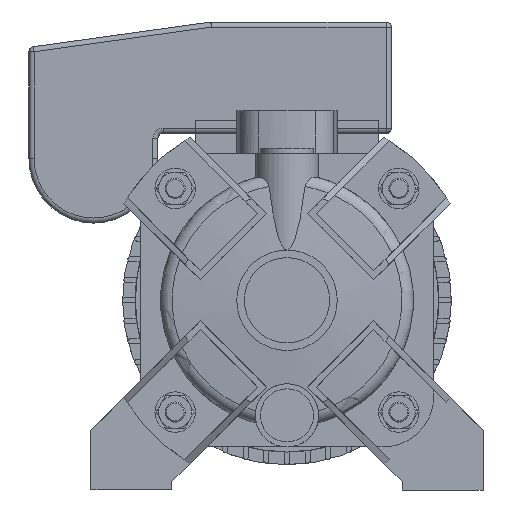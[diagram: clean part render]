
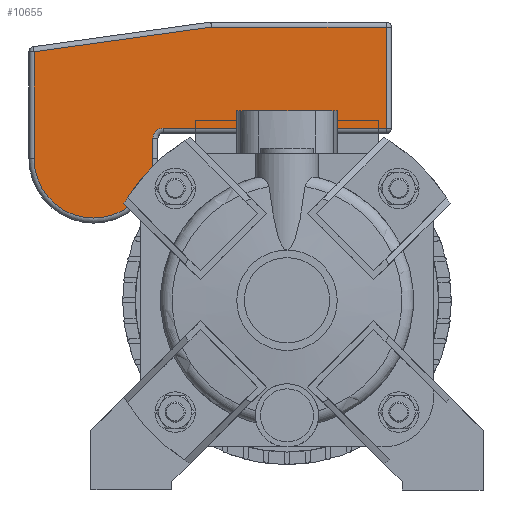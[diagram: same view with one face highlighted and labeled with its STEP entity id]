
A CAD part, left-side view. The second image highlights one B-rep face of the part: STEP entity #10655.
In plain terms, the highlighted planar face has unit normal (-1, 0, 0).
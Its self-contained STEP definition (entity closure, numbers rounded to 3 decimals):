
#1189=LINE('',#19314,#1968);
#1191=LINE('',#19323,#1970);
#1193=LINE('',#19361,#1972);
#1199=LINE('',#19377,#1978);
#1205=LINE('',#19386,#1984);
#1211=LINE('',#19395,#1990);
#1968=VECTOR('',#14533,10.);
#1970=VECTOR('',#14545,10.);
#1972=VECTOR('',#14589,10.);
#1978=VECTOR('',#14609,10.);
#1984=VECTOR('',#14621,10.);
#1990=VECTOR('',#14633,10.);
#2325=PLANE('',#11779);
#3059=FACE_OUTER_BOUND('',#3787,.T.);
#3787=EDGE_LOOP('',(#9754,#9755,#9756,#9757,#9758,#9759,#9760,#9761));
#4333=CIRCLE('',#11716,4.);
#4340=CIRCLE('',#11727,23.5);
#5334=VERTEX_POINT('',#19292);
#5336=VERTEX_POINT('',#19296);
#5339=VERTEX_POINT('',#19306);
#5340=VERTEX_POINT('',#19310);
#5342=VERTEX_POINT('',#19316);
#5348=VERTEX_POINT('',#19333);
#5354=VERTEX_POINT('',#19347);
#5357=VERTEX_POINT('',#19354);
#6795=EDGE_CURVE('',#5336,#5334,#4333,.T.);
#6803=EDGE_CURVE('',#5334,#5340,#1189,.T.);
#6806=EDGE_CURVE('',#5340,#5342,#4340,.T.);
#6808=EDGE_CURVE('',#5342,#5339,#1191,.T.);
#6825=EDGE_CURVE('',#5357,#5336,#1193,.T.);
#6834=EDGE_CURVE('',#5354,#5357,#1199,.T.);
#6840=EDGE_CURVE('',#5348,#5354,#1205,.T.);
#6846=EDGE_CURVE('',#5339,#5348,#1211,.T.);
#9754=ORIENTED_EDGE('',*,*,#6795,.F.);
#9755=ORIENTED_EDGE('',*,*,#6825,.F.);
#9756=ORIENTED_EDGE('',*,*,#6834,.F.);
#9757=ORIENTED_EDGE('',*,*,#6840,.F.);
#9758=ORIENTED_EDGE('',*,*,#6846,.F.);
#9759=ORIENTED_EDGE('',*,*,#6808,.F.);
#9760=ORIENTED_EDGE('',*,*,#6806,.F.);
#9761=ORIENTED_EDGE('',*,*,#6803,.F.);
#10655=ADVANCED_FACE('',(#3059),#2325,.F.);
#11716=AXIS2_PLACEMENT_3D('',#19298,#14514,#14515);
#11727=AXIS2_PLACEMENT_3D('',#19320,#14540,#14541);
#11779=AXIS2_PLACEMENT_3D('',#19429,#14676,#14677);
#14514=DIRECTION('center_axis',(-1.,0.,0.));
#14515=DIRECTION('ref_axis',(0.,0.707,0.707));
#14533=DIRECTION('',(0.,0.,-1.));
#14540=DIRECTION('center_axis',(1.,0.,0.));
#14541=DIRECTION('ref_axis',(0.,0.,-1.));
#14545=DIRECTION('',(0.,0.,1.));
#14589=DIRECTION('',(0.,1.,0.));
#14609=DIRECTION('',(0.,0.,-1.));
#14621=DIRECTION('',(0.,-1.,0.));
#14633=DIRECTION('',(0.,-0.99,0.138));
#14676=DIRECTION('center_axis',(1.,0.,0.));
#14677=DIRECTION('ref_axis',(0.,0.,-1.));
#19292=CARTESIAN_POINT('',(52.75,53.,139.));
#19296=CARTESIAN_POINT('',(52.75,49.,143.));
#19298=CARTESIAN_POINT('Origin',(52.75,49.,139.));
#19306=CARTESIAN_POINT('',(52.75,100.,173.259));
#19310=CARTESIAN_POINT('',(52.75,53.,131.));
#19314=CARTESIAN_POINT('',(52.75,53.,126.528));
#19316=CARTESIAN_POINT('',(52.75,100.,131.));
#19320=CARTESIAN_POINT('Origin',(52.75,76.5,131.));
#19323=CARTESIAN_POINT('',(52.75,100.,148.528));
#19333=CARTESIAN_POINT('',(52.75,29.862,183.));
#19347=CARTESIAN_POINT('',(52.75,-39.25,183.));
#19354=CARTESIAN_POINT('',(52.75,-39.25,143.));
#19361=CARTESIAN_POINT('',(52.75,63.75,143.));
#19377=CARTESIAN_POINT('',(52.75,-39.25,131.528));
#19386=CARTESIAN_POINT('',(52.75,38.25,183.));
#19395=CARTESIAN_POINT('',(52.75,56.823,179.255));
#19429=CARTESIAN_POINT('Origin',(52.75,76.5,122.057));
